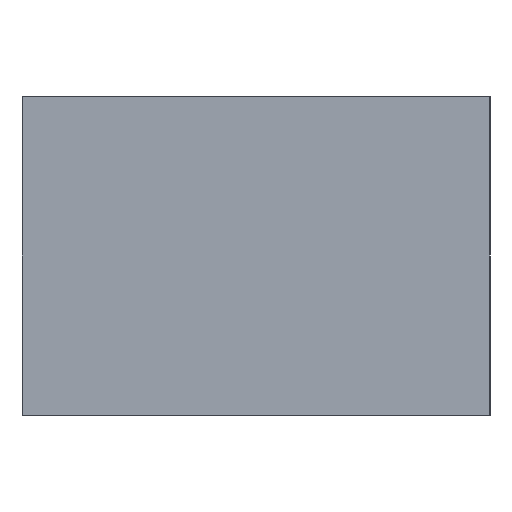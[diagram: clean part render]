
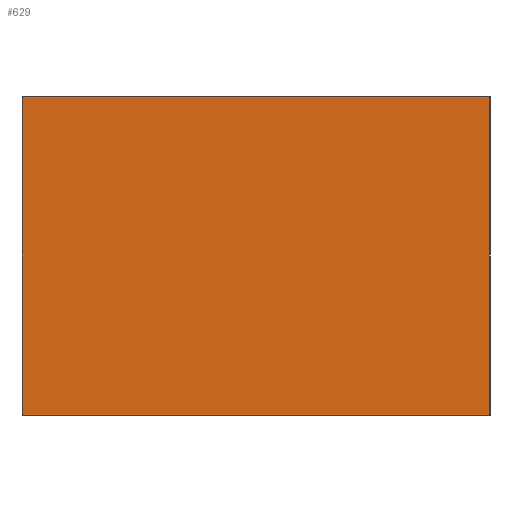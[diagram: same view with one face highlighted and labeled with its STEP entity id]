
A CAD part, left-side view. The second image highlights one B-rep face of the part: STEP entity #629.
In plain terms, the highlighted planar face has unit normal (-1, 0, 0).
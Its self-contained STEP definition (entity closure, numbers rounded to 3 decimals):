
#366 = EDGE_CURVE('',#367,#369,#371,.T.);
#367 = VERTEX_POINT('',#368);
#368 = CARTESIAN_POINT('',(-1.003,0.625,0.));
#369 = VERTEX_POINT('',#370);
#370 = CARTESIAN_POINT('',(-1.003,0.625,0.85));
#371 = SURFACE_CURVE('',#372,(#376,#388),.PCURVE_S1.);
#372 = LINE('',#373,#374);
#373 = CARTESIAN_POINT('',(-1.003,0.625,0.));
#374 = VECTOR('',#375,1.);
#375 = DIRECTION('',(0.,0.,1.));
#376 = PCURVE('',#377,#382);
#377 = PLANE('',#378);
#378 = AXIS2_PLACEMENT_3D('',#379,#380,#381);
#379 = CARTESIAN_POINT('',(-1.003,0.625,0.));
#380 = DIRECTION('',(0.,1.,0.));
#381 = DIRECTION('',(1.,0.,0.));
#382 = DEFINITIONAL_REPRESENTATION('',(#383),#387);
#383 = LINE('',#384,#385);
#384 = CARTESIAN_POINT('',(0.,0.));
#385 = VECTOR('',#386,1.);
#386 = DIRECTION('',(0.,-1.));
#387 = ( GEOMETRIC_REPRESENTATION_CONTEXT(2) 
PARAMETRIC_REPRESENTATION_CONTEXT() REPRESENTATION_CONTEXT('2D SPACE',''
  ) );
#388 = PCURVE('',#389,#394);
#389 = PLANE('',#390);
#390 = AXIS2_PLACEMENT_3D('',#391,#392,#393);
#391 = CARTESIAN_POINT('',(-1.003,-0.625,0.));
#392 = DIRECTION('',(-1.,0.,0.));
#393 = DIRECTION('',(0.,1.,0.));
#394 = DEFINITIONAL_REPRESENTATION('',(#395),#399);
#395 = LINE('',#396,#397);
#396 = CARTESIAN_POINT('',(1.25,0.));
#397 = VECTOR('',#398,1.);
#398 = DIRECTION('',(0.,-1.));
#399 = ( GEOMETRIC_REPRESENTATION_CONTEXT(2) 
PARAMETRIC_REPRESENTATION_CONTEXT() REPRESENTATION_CONTEXT('2D SPACE',''
  ) );
#417 = PLANE('',#418);
#418 = AXIS2_PLACEMENT_3D('',#419,#420,#421);
#419 = CARTESIAN_POINT('',(-1.003,0.625,0.85));
#420 = DIRECTION('',(0.,0.,1.));
#421 = DIRECTION('',(1.,0.,0.));
#471 = PLANE('',#472);
#472 = AXIS2_PLACEMENT_3D('',#473,#474,#475);
#473 = CARTESIAN_POINT('',(-1.003,0.625,0.));
#474 = DIRECTION('',(0.,0.,1.));
#475 = DIRECTION('',(1.,0.,0.));
#526 = PLANE('',#527);
#527 = AXIS2_PLACEMENT_3D('',#528,#529,#530);
#528 = CARTESIAN_POINT('',(-0.698,-0.625,0.));
#529 = DIRECTION('',(0.,-1.,0.));
#530 = DIRECTION('',(-1.,0.,0.));
#564 = VERTEX_POINT('',#565);
#565 = CARTESIAN_POINT('',(-1.003,-0.625,0.85));
#586 = EDGE_CURVE('',#587,#564,#589,.T.);
#587 = VERTEX_POINT('',#588);
#588 = CARTESIAN_POINT('',(-1.003,-0.625,0.));
#589 = SURFACE_CURVE('',#590,(#594,#601),.PCURVE_S1.);
#590 = LINE('',#591,#592);
#591 = CARTESIAN_POINT('',(-1.003,-0.625,0.));
#592 = VECTOR('',#593,1.);
#593 = DIRECTION('',(0.,0.,1.));
#594 = PCURVE('',#526,#595);
#595 = DEFINITIONAL_REPRESENTATION('',(#596),#600);
#596 = LINE('',#597,#598);
#597 = CARTESIAN_POINT('',(0.305,0.));
#598 = VECTOR('',#599,1.);
#599 = DIRECTION('',(0.,-1.));
#600 = ( GEOMETRIC_REPRESENTATION_CONTEXT(2) 
PARAMETRIC_REPRESENTATION_CONTEXT() REPRESENTATION_CONTEXT('2D SPACE',''
  ) );
#601 = PCURVE('',#389,#602);
#602 = DEFINITIONAL_REPRESENTATION('',(#603),#607);
#603 = LINE('',#604,#605);
#604 = CARTESIAN_POINT('',(0.,0.));
#605 = VECTOR('',#606,1.);
#606 = DIRECTION('',(0.,-1.));
#607 = ( GEOMETRIC_REPRESENTATION_CONTEXT(2) 
PARAMETRIC_REPRESENTATION_CONTEXT() REPRESENTATION_CONTEXT('2D SPACE',''
  ) );
#629 = ADVANCED_FACE('',(#630),#389,.T.);
#630 = FACE_BOUND('',#631,.T.);
#631 = EDGE_LOOP('',(#632,#633,#654,#655));
#632 = ORIENTED_EDGE('',*,*,#586,.T.);
#633 = ORIENTED_EDGE('',*,*,#634,.T.);
#634 = EDGE_CURVE('',#564,#369,#635,.T.);
#635 = SURFACE_CURVE('',#636,(#640,#647),.PCURVE_S1.);
#636 = LINE('',#637,#638);
#637 = CARTESIAN_POINT('',(-1.003,-0.625,0.85));
#638 = VECTOR('',#639,1.);
#639 = DIRECTION('',(0.,1.,0.));
#640 = PCURVE('',#389,#641);
#641 = DEFINITIONAL_REPRESENTATION('',(#642),#646);
#642 = LINE('',#643,#644);
#643 = CARTESIAN_POINT('',(0.,-0.85));
#644 = VECTOR('',#645,1.);
#645 = DIRECTION('',(1.,0.));
#646 = ( GEOMETRIC_REPRESENTATION_CONTEXT(2) 
PARAMETRIC_REPRESENTATION_CONTEXT() REPRESENTATION_CONTEXT('2D SPACE',''
  ) );
#647 = PCURVE('',#417,#648);
#648 = DEFINITIONAL_REPRESENTATION('',(#649),#653);
#649 = LINE('',#650,#651);
#650 = CARTESIAN_POINT('',(0.,-1.25));
#651 = VECTOR('',#652,1.);
#652 = DIRECTION('',(0.,1.));
#653 = ( GEOMETRIC_REPRESENTATION_CONTEXT(2) 
PARAMETRIC_REPRESENTATION_CONTEXT() REPRESENTATION_CONTEXT('2D SPACE',''
  ) );
#654 = ORIENTED_EDGE('',*,*,#366,.F.);
#655 = ORIENTED_EDGE('',*,*,#656,.F.);
#656 = EDGE_CURVE('',#587,#367,#657,.T.);
#657 = SURFACE_CURVE('',#658,(#662,#669),.PCURVE_S1.);
#658 = LINE('',#659,#660);
#659 = CARTESIAN_POINT('',(-1.003,-0.625,0.));
#660 = VECTOR('',#661,1.);
#661 = DIRECTION('',(0.,1.,0.));
#662 = PCURVE('',#389,#663);
#663 = DEFINITIONAL_REPRESENTATION('',(#664),#668);
#664 = LINE('',#665,#666);
#665 = CARTESIAN_POINT('',(0.,0.));
#666 = VECTOR('',#667,1.);
#667 = DIRECTION('',(1.,0.));
#668 = ( GEOMETRIC_REPRESENTATION_CONTEXT(2) 
PARAMETRIC_REPRESENTATION_CONTEXT() REPRESENTATION_CONTEXT('2D SPACE',''
  ) );
#669 = PCURVE('',#471,#670);
#670 = DEFINITIONAL_REPRESENTATION('',(#671),#675);
#671 = LINE('',#672,#673);
#672 = CARTESIAN_POINT('',(0.,-1.25));
#673 = VECTOR('',#674,1.);
#674 = DIRECTION('',(0.,1.));
#675 = ( GEOMETRIC_REPRESENTATION_CONTEXT(2) 
PARAMETRIC_REPRESENTATION_CONTEXT() REPRESENTATION_CONTEXT('2D SPACE',''
  ) );
